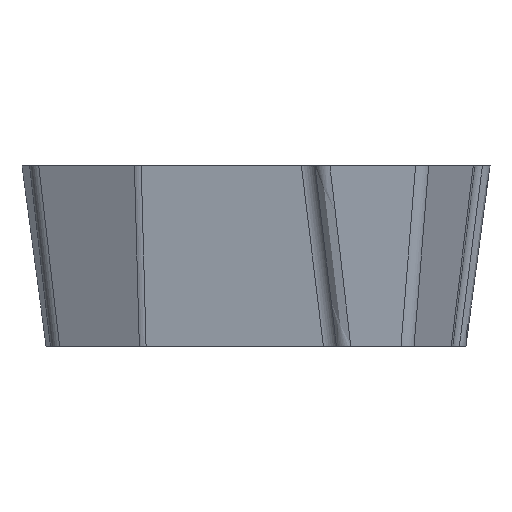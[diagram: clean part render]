
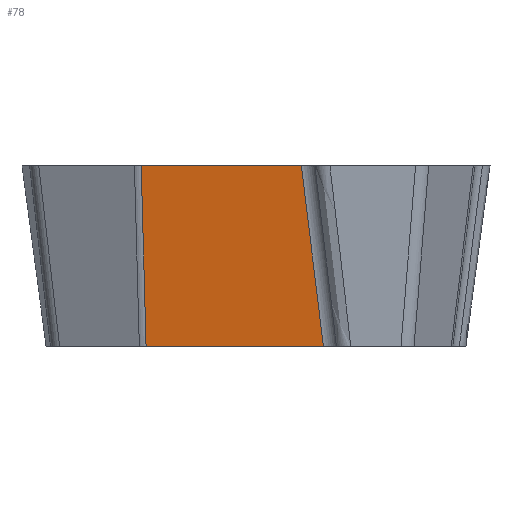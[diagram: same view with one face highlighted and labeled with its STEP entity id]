
A CAD part, front view. The second image highlights one B-rep face of the part: STEP entity #78.
In plain terms, the highlighted planar face has unit normal (0, -0.993, -0.122).
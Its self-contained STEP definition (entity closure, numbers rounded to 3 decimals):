
#78=ADVANCED_FACE('',(#127),#113,.T.);
#113=PLANE('',#688);
#127=FACE_OUTER_BOUND('',#155,.T.);
#155=EDGE_LOOP('',(#235,#236,#237,#238));
#235=ORIENTED_EDGE('',*,*,#477,.F.);
#236=ORIENTED_EDGE('',*,*,#478,.T.);
#237=ORIENTED_EDGE('',*,*,#479,.T.);
#238=ORIENTED_EDGE('',*,*,#480,.T.);
#415=VERTEX_POINT('',#1106);
#416=VERTEX_POINT('',#1107);
#417=VERTEX_POINT('',#1109);
#418=VERTEX_POINT('',#1111);
#477=EDGE_CURVE('',#415,#416,#566,.T.);
#478=EDGE_CURVE('',#415,#417,#567,.T.);
#479=EDGE_CURVE('',#417,#418,#568,.T.);
#480=EDGE_CURVE('',#418,#416,#569,.T.);
#566=LINE('',#1105,#610);
#567=LINE('',#1108,#611);
#568=LINE('',#1110,#612);
#569=LINE('',#1112,#613);
#610=VECTOR('',#773,1.);
#611=VECTOR('',#774,1.);
#612=VECTOR('',#775,1.);
#613=VECTOR('',#776,1.);
#688=AXIS2_PLACEMENT_3D('',#1113,#777,#778);
#773=DIRECTION('',(1.,0.,0.));
#774=DIRECTION('',(0.027,0.122,-0.992));
#775=DIRECTION('',(1.,0.,0.));
#776=DIRECTION('',(-0.121,-0.121,0.985));
#777=DIRECTION('',(0.,-0.993,-0.122));
#778=DIRECTION('',(0.,0.122,-0.993));
#1105=CARTESIAN_POINT('',(0.,-3.4,0.));
#1106=CARTESIAN_POINT('',(-1.784,-3.4,0.));
#1107=CARTESIAN_POINT('',(0.704,-3.4,0.));
#1108=CARTESIAN_POINT('',(-1.786,-3.406,0.05));
#1109=CARTESIAN_POINT('',(-1.708,-3.056,-2.8));
#1110=CARTESIAN_POINT('',(0.,-3.056,-2.8));
#1111=CARTESIAN_POINT('',(1.048,-3.056,-2.8));
#1112=CARTESIAN_POINT('',(0.708,-3.396,-0.03));
#1113=CARTESIAN_POINT('',(-3.653,-3.4,0.));
